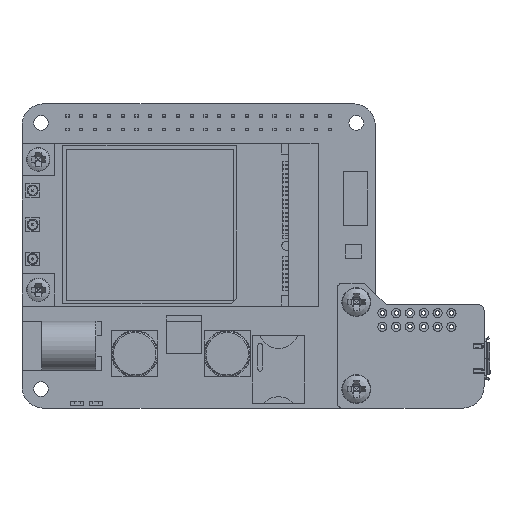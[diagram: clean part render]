
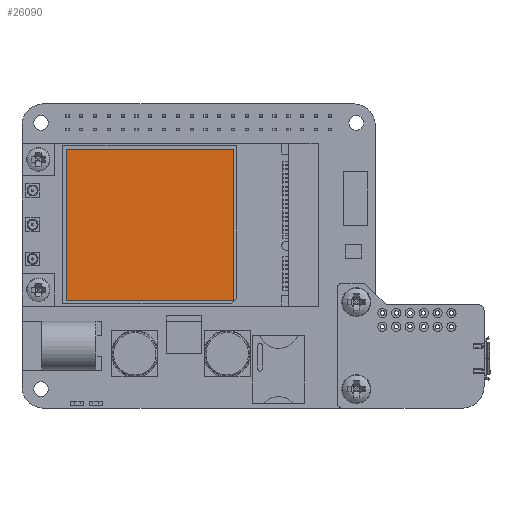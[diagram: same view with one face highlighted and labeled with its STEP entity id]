
A CAD part, top view. The second image highlights one B-rep face of the part: STEP entity #26090.
In plain terms, the highlighted planar face has unit normal (0, 0, 1).
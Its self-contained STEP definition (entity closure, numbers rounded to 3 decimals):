
#1880=LINE('',#39394,#4827);
#1884=LINE('',#39401,#4831);
#1886=LINE('',#39406,#4833);
#1889=LINE('',#39410,#4836);
#4827=VECTOR('',#32078,10.);
#4831=VECTOR('',#32084,10.);
#4833=VECTOR('',#32088,10.);
#4836=VECTOR('',#32093,10.);
#6804=PLANE('',#27608);
#9408=FACE_OUTER_BOUND('',#10982,.T.);
#10982=EDGE_LOOP('',(#21598,#21599,#21600,#21601));
#13504=VERTEX_POINT('',#39391);
#13505=VERTEX_POINT('',#39393);
#13507=VERTEX_POINT('',#39399);
#13509=VERTEX_POINT('',#39405);
#16428=EDGE_CURVE('',#13505,#13504,#1880,.T.);
#16432=EDGE_CURVE('',#13504,#13507,#1884,.T.);
#16434=EDGE_CURVE('',#13509,#13505,#1886,.T.);
#16437=EDGE_CURVE('',#13507,#13509,#1889,.T.);
#21598=ORIENTED_EDGE('',*,*,#16437,.T.);
#21599=ORIENTED_EDGE('',*,*,#16434,.T.);
#21600=ORIENTED_EDGE('',*,*,#16428,.T.);
#21601=ORIENTED_EDGE('',*,*,#16432,.T.);
#26090=ADVANCED_FACE('',(#9408),#6804,.T.);
#27608=AXIS2_PLACEMENT_3D('',#39411,#32094,#32095);
#32078=DIRECTION('',(0.,-1.,0.));
#32084=DIRECTION('',(1.,0.,0.));
#32088=DIRECTION('',(-1.,0.,0.));
#32093=DIRECTION('',(0.,1.,0.));
#32094=DIRECTION('center_axis',(0.,0.,1.));
#32095=DIRECTION('ref_axis',(1.,0.,0.));
#39391=CARTESIAN_POINT('',(-15.8,-13.9,2.8));
#39393=CARTESIAN_POINT('',(-15.8,13.9,2.8));
#39394=CARTESIAN_POINT('',(-15.8,13.9,2.8));
#39399=CARTESIAN_POINT('',(15.,-13.9,2.8));
#39401=CARTESIAN_POINT('',(-15.8,-13.9,2.8));
#39405=CARTESIAN_POINT('',(15.,13.9,2.8));
#39406=CARTESIAN_POINT('',(15.,13.9,2.8));
#39410=CARTESIAN_POINT('',(15.,-13.9,2.8));
#39411=CARTESIAN_POINT('Origin',(7.3,0.,2.8));
